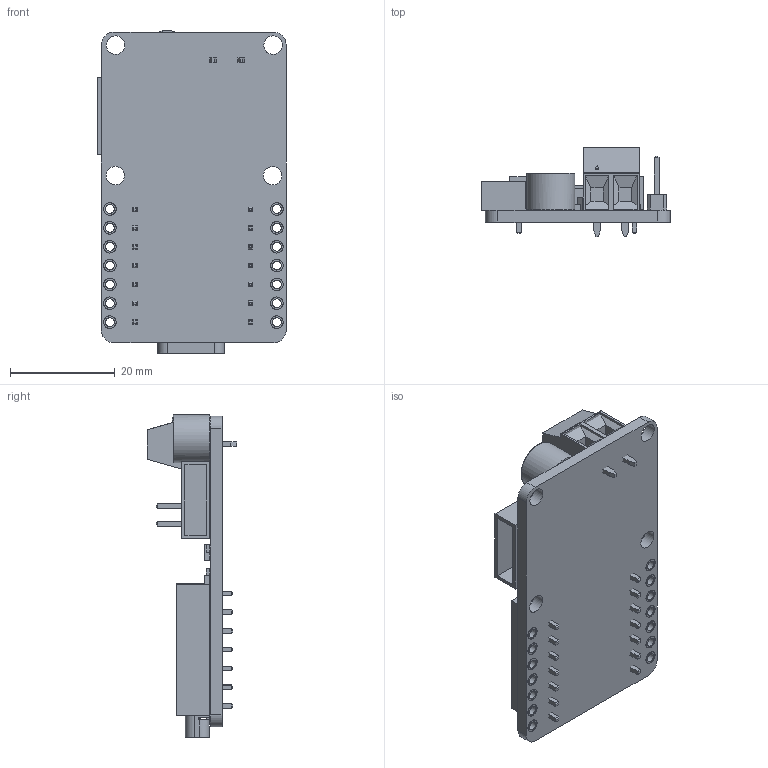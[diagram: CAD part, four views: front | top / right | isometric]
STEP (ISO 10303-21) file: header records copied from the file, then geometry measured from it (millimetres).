
FILE_DESCRIPTION(('FreeCAD Model'),'2;1');
FILE_NAME('Open CASCADE Shape Model','2025-04-25T19:40:04',('FreeCAD'),( 'FreeCAD'),'Open CASCADE STEP processor 7.6','FreeCAD','Unknown');
FILE_SCHEMA(('AUTOMOTIVE_DESIGN { 1 0 10303 214 1 1 1 1 }'));
Length unit declared in the file: millimetre
Products named in the file (1): Open CASCADE STEP translator 7.6 1
Bounding box: 36 x 17.1 x 61.73 mm (x, y, z)
Volume: 8057.2 mm3; surface area: 10657.2 mm2
Topology: 91 solids, 91 shells, 1163 faces, 2628 edges, 1676 vertices
Faces by surface type: bspline 1163
Entity records: 31873 total; most frequent: CARTESIAN_POINT 15147, ORIENTED_EDGE 5240, EDGE_CURVE 2620, B_SPLINE_CURVE_WITH_KNOTS 2289, VERTEX_POINT 1676, FACE_BOUND 1278, EDGE_LOOP 1278, ADVANCED_FACE 1163
